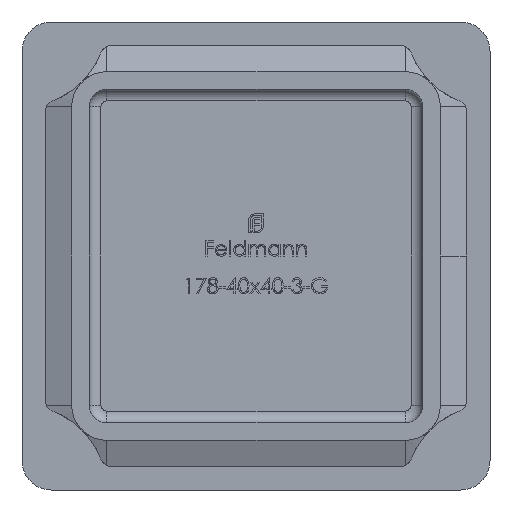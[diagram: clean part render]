
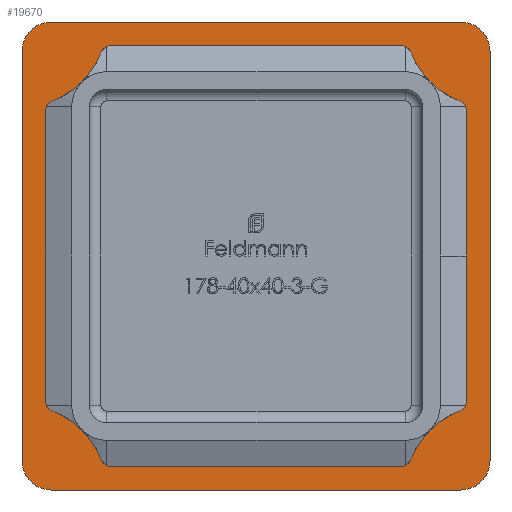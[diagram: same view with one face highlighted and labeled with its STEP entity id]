
A CAD part, front view. The second image highlights one B-rep face of the part: STEP entity #19670.
In plain terms, the highlighted planar face has unit normal (0, -1, 0).
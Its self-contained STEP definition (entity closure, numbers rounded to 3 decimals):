
#105 = VERTEX_POINT ( 'NONE', #10587 ) ;
#304 = DIRECTION ( 'NONE',  ( 0., 0., 1. ) ) ;
#381 = DIRECTION ( 'NONE',  ( 0., -1., 0. ) ) ;
#394 = DIRECTION ( 'NONE',  ( 0., 0., 1. ) ) ;
#668 = DIRECTION ( 'NONE',  ( 0., 0., 1. ) ) ;
#745 = EDGE_CURVE ( 'NONE', #8630, #8664, #20262, .T. ) ;
#751 = VERTEX_POINT ( 'NONE', #21510 ) ;
#1225 = FACE_BOUND ( 'NONE', #2468, .T. ) ;
#1283 = DIRECTION ( 'NONE',  ( 0., 0., 1. ) ) ;
#1375 = VECTOR ( 'NONE', #668, 1000. ) ;
#1513 = AXIS2_PLACEMENT_3D ( 'NONE', #8090, #19768, #19987 ) ;
#1735 = CARTESIAN_POINT ( 'NONE',  ( -15.75, 0., -12.75 ) ) ;
#1746 = EDGE_CURVE ( 'NONE', #105, #13873, #11494, .T. ) ;
#1782 = CARTESIAN_POINT ( 'NONE',  ( 15.75, 0., -12.75 ) ) ;
#1872 = EDGE_CURVE ( 'NONE', #751, #21606, #9919, .T. ) ;
#2008 = VERTEX_POINT ( 'NONE', #9456 ) ;
#2064 = VERTEX_POINT ( 'NONE', #1735 ) ;
#2158 = CIRCLE ( 'NONE', #18394, 3. ) ;
#2236 = LINE ( 'NONE', #10380, #20263 ) ;
#2468 = EDGE_LOOP ( 'NONE', ( #10266, #14045, #8171, #6992, #18797, #6392, #20020, #5650 ) ) ;
#2724 = AXIS2_PLACEMENT_3D ( 'NONE', #19861, #7758, #9810 ) ;
#2910 = CARTESIAN_POINT ( 'NONE',  ( -20., 0., -20. ) ) ;
#2995 = CARTESIAN_POINT ( 'NONE',  ( -12.75, 0., 15.75 ) ) ;
#3086 = AXIS2_PLACEMENT_3D ( 'NONE', #11272, #21618, #4678 ) ;
#3310 = AXIS2_PLACEMENT_3D ( 'NONE', #17457, #381, #304 ) ;
#3351 = AXIS2_PLACEMENT_3D ( 'NONE', #8850, #5453, #394 ) ;
#3428 = VECTOR ( 'NONE', #11678, 1000. ) ;
#3436 = EDGE_CURVE ( 'NONE', #13093, #16418, #2158, .T. ) ;
#3541 = EDGE_CURVE ( 'NONE', #16501, #2008, #14894, .T. ) ;
#3985 = DIRECTION ( 'NONE',  ( 0., 0., 1. ) ) ;
#4273 = CIRCLE ( 'NONE', #3086, 3. ) ;
#4465 = DIRECTION ( 'NONE',  ( 0., 0., -1. ) ) ;
#4604 = CIRCLE ( 'NONE', #2724, 2.5 ) ;
#4678 = DIRECTION ( 'NONE',  ( 0., 0., -1. ) ) ;
#4744 = CARTESIAN_POINT ( 'NONE',  ( 20., 0., -20. ) ) ;
#5161 = EDGE_CURVE ( 'NONE', #13873, #16501, #4273, .T. ) ;
#5223 = EDGE_CURVE ( 'NONE', #751, #8970, #6669, .T. ) ;
#5295 = CARTESIAN_POINT ( 'NONE',  ( -12.75, 0., 12.75 ) ) ;
#5453 = DIRECTION ( 'NONE',  ( 0., -1., 0. ) ) ;
#5523 = CARTESIAN_POINT ( 'NONE',  ( -20., 0., 20. ) ) ;
#5650 = ORIENTED_EDGE ( 'NONE', *, *, #3436, .F. ) ;
#5796 = CARTESIAN_POINT ( 'NONE',  ( -12.75, 0., 15.75 ) ) ;
#6008 = LINE ( 'NONE', #2995, #14461 ) ;
#6275 = DIRECTION ( 'NONE',  ( 1., 0., 0. ) ) ;
#6392 = ORIENTED_EDGE ( 'NONE', *, *, #15679, .F. ) ;
#6417 = CARTESIAN_POINT ( 'NONE',  ( -17.5, 0., 17.5 ) ) ;
#6669 = LINE ( 'NONE', #4744, #3428 ) ;
#6917 = ORIENTED_EDGE ( 'NONE', *, *, #5223, .F. ) ;
#6992 = ORIENTED_EDGE ( 'NONE', *, *, #5161, .F. ) ;
#7113 = ORIENTED_EDGE ( 'NONE', *, *, #1872, .T. ) ;
#7654 = VERTEX_POINT ( 'NONE', #17404 ) ;
#7758 = DIRECTION ( 'NONE',  ( 0., -1., 0. ) ) ;
#8087 = CARTESIAN_POINT ( 'NONE',  ( -17.5, 0., -20. ) ) ;
#8090 = CARTESIAN_POINT ( 'NONE',  ( -12.75, 0., -12.75 ) ) ;
#8171 = ORIENTED_EDGE ( 'NONE', *, *, #3541, .F. ) ;
#8524 = ORIENTED_EDGE ( 'NONE', *, *, #12142, .T. ) ;
#8630 = VERTEX_POINT ( 'NONE', #21428 ) ;
#8664 = VERTEX_POINT ( 'NONE', #18571 ) ;
#8850 = CARTESIAN_POINT ( 'NONE',  ( 17.5, 0., 17.5 ) ) ;
#8970 = VERTEX_POINT ( 'NONE', #20123 ) ;
#9233 = LINE ( 'NONE', #5523, #18203 ) ;
#9340 = ORIENTED_EDGE ( 'NONE', *, *, #745, .F. ) ;
#9428 = CARTESIAN_POINT ( 'NONE',  ( -15.75, 0., 12.75 ) ) ;
#9456 = CARTESIAN_POINT ( 'NONE',  ( 15.75, 0., 12.75 ) ) ;
#9734 = FACE_OUTER_BOUND ( 'NONE', #17920, .T. ) ;
#9801 = DIRECTION ( 'NONE',  ( 0., -1., 0. ) ) ;
#9810 = DIRECTION ( 'NONE',  ( 0., 0., 1. ) ) ;
#9919 = CIRCLE ( 'NONE', #3351, 2.5 ) ;
#10266 = ORIENTED_EDGE ( 'NONE', *, *, #10863, .F. ) ;
#10380 = CARTESIAN_POINT ( 'NONE',  ( -20., 0., -20. ) ) ;
#10397 = VERTEX_POINT ( 'NONE', #8087 ) ;
#10401 = DIRECTION ( 'NONE',  ( 0., -1., 0. ) ) ;
#10425 = AXIS2_PLACEMENT_3D ( 'NONE', #16993, #15457, #16916 ) ;
#10587 = CARTESIAN_POINT ( 'NONE',  ( -12.75, 0., -15.75 ) ) ;
#10623 = DIRECTION ( 'NONE',  ( 0., 0., 1. ) ) ;
#10791 = CARTESIAN_POINT ( 'NONE',  ( 17.5, 0., 20. ) ) ;
#10863 = EDGE_CURVE ( 'NONE', #13287, #13093, #6008, .T. ) ;
#11272 = CARTESIAN_POINT ( 'NONE',  ( 12.75, 0., -12.75 ) ) ;
#11280 = VECTOR ( 'NONE', #1283, 1000. ) ;
#11494 = LINE ( 'NONE', #16383, #19451 ) ;
#11678 = DIRECTION ( 'NONE',  ( 0., 0., -1. ) ) ;
#11731 = DIRECTION ( 'NONE',  ( -1., 0., 0. ) ) ;
#12142 = EDGE_CURVE ( 'NONE', #18968, #8970, #4604, .T. ) ;
#12165 = DIRECTION ( 'NONE',  ( 1., 0., 0. ) ) ;
#12612 = CARTESIAN_POINT ( 'NONE',  ( 15.75, 0., 12.75 ) ) ;
#12765 = ORIENTED_EDGE ( 'NONE', *, *, #18241, .F. ) ;
#13093 = VERTEX_POINT ( 'NONE', #5796 ) ;
#13169 = PLANE ( 'NONE',  #10425 ) ;
#13287 = VERTEX_POINT ( 'NONE', #13909 ) ;
#13873 = VERTEX_POINT ( 'NONE', #17552 ) ;
#13909 = CARTESIAN_POINT ( 'NONE',  ( 12.75, 0., 15.75 ) ) ;
#14045 = ORIENTED_EDGE ( 'NONE', *, *, #14122, .F. ) ;
#14122 = EDGE_CURVE ( 'NONE', #2008, #13287, #14367, .T. ) ;
#14236 = ORIENTED_EDGE ( 'NONE', *, *, #20611, .F. ) ;
#14367 = CIRCLE ( 'NONE', #3310, 3. ) ;
#14461 = VECTOR ( 'NONE', #11731, 1000. ) ;
#14894 = LINE ( 'NONE', #12612, #1375 ) ;
#15457 = DIRECTION ( 'NONE',  ( 0., 1., 0. ) ) ;
#15552 = EDGE_CURVE ( 'NONE', #16418, #2064, #16958, .T. ) ;
#15679 = EDGE_CURVE ( 'NONE', #2064, #105, #16682, .T. ) ;
#15888 = CARTESIAN_POINT ( 'NONE',  ( -17.5, 0., -17.5 ) ) ;
#15911 = VECTOR ( 'NONE', #4465, 1000. ) ;
#16016 = AXIS2_PLACEMENT_3D ( 'NONE', #15888, #21150, #3985 ) ;
#16359 = CIRCLE ( 'NONE', #17553, 2.5 ) ;
#16383 = CARTESIAN_POINT ( 'NONE',  ( -12.75, 0., -15.75 ) ) ;
#16418 = VERTEX_POINT ( 'NONE', #16535 ) ;
#16501 = VERTEX_POINT ( 'NONE', #1782 ) ;
#16535 = CARTESIAN_POINT ( 'NONE',  ( -15.75, 0., 12.75 ) ) ;
#16682 = CIRCLE ( 'NONE', #1513, 3. ) ;
#16843 = ORIENTED_EDGE ( 'NONE', *, *, #18428, .T. ) ;
#16916 = DIRECTION ( 'NONE',  ( 0., 0., 1. ) ) ;
#16958 = LINE ( 'NONE', #9428, #15911 ) ;
#16993 = CARTESIAN_POINT ( 'NONE',  ( 0., 0., 0. ) ) ;
#17146 = CIRCLE ( 'NONE', #16016, 2.5 ) ;
#17404 = CARTESIAN_POINT ( 'NONE',  ( -17.5, 0., 20. ) ) ;
#17457 = CARTESIAN_POINT ( 'NONE',  ( 12.75, 0., 12.75 ) ) ;
#17552 = CARTESIAN_POINT ( 'NONE',  ( 12.75, 0., -15.75 ) ) ;
#17553 = AXIS2_PLACEMENT_3D ( 'NONE', #6417, #9801, #18194 ) ;
#17920 = EDGE_LOOP ( 'NONE', ( #14236, #8524, #6917, #7113, #12765, #16843, #9340, #21835 ) ) ;
#18033 = EDGE_CURVE ( 'NONE', #8630, #10397, #17146, .T. ) ;
#18194 = DIRECTION ( 'NONE',  ( 0., 0., 1. ) ) ;
#18203 = VECTOR ( 'NONE', #12165, 1000. ) ;
#18241 = EDGE_CURVE ( 'NONE', #7654, #21606, #9233, .T. ) ;
#18394 = AXIS2_PLACEMENT_3D ( 'NONE', #5295, #10401, #10623 ) ;
#18428 = EDGE_CURVE ( 'NONE', #7654, #8664, #16359, .T. ) ;
#18571 = CARTESIAN_POINT ( 'NONE',  ( -20., 0., 17.5 ) ) ;
#18797 = ORIENTED_EDGE ( 'NONE', *, *, #1746, .F. ) ;
#18968 = VERTEX_POINT ( 'NONE', #21046 ) ;
#19451 = VECTOR ( 'NONE', #6275, 1000. ) ;
#19670 = ADVANCED_FACE ( 'NONE', ( #1225, #9734 ), #13169, .F. ) ;
#19768 = DIRECTION ( 'NONE',  ( 0., -1., 0. ) ) ;
#19861 = CARTESIAN_POINT ( 'NONE',  ( 17.5, 0., -17.5 ) ) ;
#19987 = DIRECTION ( 'NONE',  ( 0., 0., 1. ) ) ;
#20020 = ORIENTED_EDGE ( 'NONE', *, *, #15552, .F. ) ;
#20123 = CARTESIAN_POINT ( 'NONE',  ( 20., 0., -17.5 ) ) ;
#20262 = LINE ( 'NONE', #2910, #11280 ) ;
#20263 = VECTOR ( 'NONE', #20722, 1000. ) ;
#20611 = EDGE_CURVE ( 'NONE', #18968, #10397, #2236, .T. ) ;
#20722 = DIRECTION ( 'NONE',  ( -1., 0., 0. ) ) ;
#21046 = CARTESIAN_POINT ( 'NONE',  ( 17.5, 0., -20. ) ) ;
#21150 = DIRECTION ( 'NONE',  ( 0., -1., 0. ) ) ;
#21428 = CARTESIAN_POINT ( 'NONE',  ( -20., 0., -17.5 ) ) ;
#21510 = CARTESIAN_POINT ( 'NONE',  ( 20., 0., 17.5 ) ) ;
#21606 = VERTEX_POINT ( 'NONE', #10791 ) ;
#21618 = DIRECTION ( 'NONE',  ( 0., -1., 0. ) ) ;
#21835 = ORIENTED_EDGE ( 'NONE', *, *, #18033, .T. ) ;
